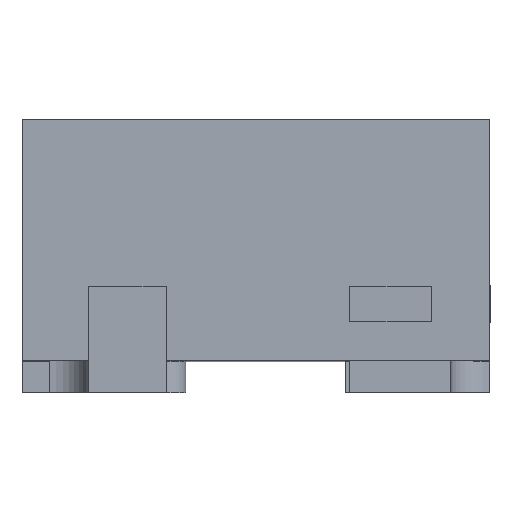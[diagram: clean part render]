
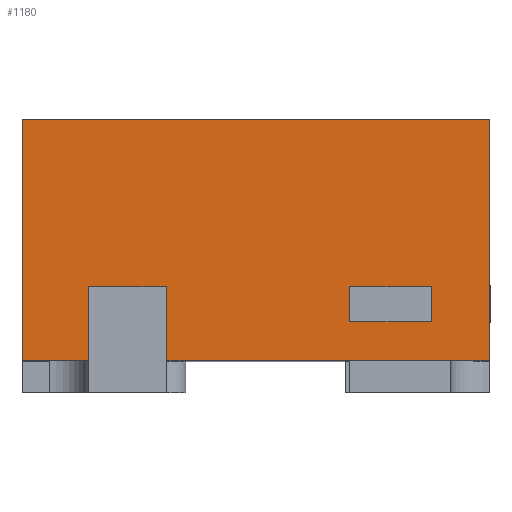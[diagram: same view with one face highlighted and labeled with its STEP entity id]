
A CAD part, top view. The second image highlights one B-rep face of the part: STEP entity #1180.
In plain terms, the highlighted planar face has unit normal (0, 0, 1).
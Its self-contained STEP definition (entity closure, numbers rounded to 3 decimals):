
#2 = CARTESIAN_POINT ( 'NONE',  ( 0.225, 0.135, 0.3 ) ) ;
#34 = LINE ( 'NONE', #1455, #1568 ) ;
#56 = CARTESIAN_POINT ( 'NONE',  ( -0.215, 0.04, 0.3 ) ) ;
#57 = DIRECTION ( 'NONE',  ( 0., 0., 1. ) ) ;
#73 = CARTESIAN_POINT ( 'NONE',  ( -0.3, -0.849, 0.3 ) ) ;
#168 = LINE ( 'NONE', #2077, #1082 ) ;
#197 = VERTEX_POINT ( 'NONE', #1773 ) ;
#218 = EDGE_CURVE ( 'NONE', #645, #197, #2267, .T. ) ;
#235 = DIRECTION ( 'NONE',  ( 1., 0., 0. ) ) ;
#309 = EDGE_CURVE ( 'NONE', #728, #778, #168, .T. ) ;
#315 = FACE_OUTER_BOUND ( 'NONE', #1712, .T. ) ;
#316 = EDGE_CURVE ( 'NONE', #1650, #1037, #1023, .T. ) ;
#334 = FACE_BOUND ( 'NONE', #350, .T. ) ;
#350 = EDGE_LOOP ( 'NONE', ( #1660, #1512, #2477, #1069 ) ) ;
#426 = LINE ( 'NONE', #723, #2465 ) ;
#480 = VECTOR ( 'NONE', #1347, 1000. ) ;
#490 = VECTOR ( 'NONE', #2534, 1000. ) ;
#506 = ORIENTED_EDGE ( 'NONE', *, *, #1350, .T. ) ;
#524 = DIRECTION ( 'NONE',  ( 0., 1., 0. ) ) ;
#531 = CARTESIAN_POINT ( 'NONE',  ( 0., 0.135, 0.3 ) ) ;
#645 = VERTEX_POINT ( 'NONE', #2037 ) ;
#718 = LINE ( 'NONE', #2215, #1783 ) ;
#723 = CARTESIAN_POINT ( 'NONE',  ( -0.3, 0.04, 0.3 ) ) ;
#728 = VERTEX_POINT ( 'NONE', #2295 ) ;
#778 = VERTEX_POINT ( 'NONE', #912 ) ;
#786 = CARTESIAN_POINT ( 'NONE',  ( 0.3, 0.04, 0.3 ) ) ;
#830 = VERTEX_POINT ( 'NONE', #1345 ) ;
#890 = CARTESIAN_POINT ( 'NONE',  ( 0.12, 0.135, 0.3 ) ) ;
#903 = VECTOR ( 'NONE', #1882, 1000. ) ;
#912 = CARTESIAN_POINT ( 'NONE',  ( -0.3, 0.35, 0.3 ) ) ;
#918 = EDGE_CURVE ( 'NONE', #1750, #1602, #1541, .T. ) ;
#936 = AXIS2_PLACEMENT_3D ( 'NONE', #73, #57, #2042 ) ;
#964 = VECTOR ( 'NONE', #1499, 1000. ) ;
#972 = LINE ( 'NONE', #1946, #2560 ) ;
#979 = DIRECTION ( 'NONE',  ( -1., 0., 0. ) ) ;
#1023 = LINE ( 'NONE', #1529, #480 ) ;
#1037 = VERTEX_POINT ( 'NONE', #2 ) ;
#1069 = ORIENTED_EDGE ( 'NONE', *, *, #1156, .F. ) ;
#1082 = VECTOR ( 'NONE', #524, 1000. ) ;
#1085 = DIRECTION ( 'NONE',  ( 0., -1., 0. ) ) ;
#1089 = CARTESIAN_POINT ( 'NONE',  ( 0.3, -0.849, 0.3 ) ) ;
#1116 = EDGE_CURVE ( 'NONE', #778, #830, #718, .T. ) ;
#1118 = DIRECTION ( 'NONE',  ( -1., 0., 0. ) ) ;
#1150 = ORIENTED_EDGE ( 'NONE', *, *, #2384, .F. ) ;
#1156 = EDGE_CURVE ( 'NONE', #197, #1650, #34, .T. ) ;
#1180 = ADVANCED_FACE ( 'NONE', ( #334, #315 ), #2050, .T. ) ;
#1241 = CARTESIAN_POINT ( 'NONE',  ( -0.115, 0.135, 0.3 ) ) ;
#1267 = ORIENTED_EDGE ( 'NONE', *, *, #1692, .T. ) ;
#1277 = EDGE_CURVE ( 'NONE', #1037, #645, #2522, .T. ) ;
#1288 = ORIENTED_EDGE ( 'NONE', *, *, #1116, .F. ) ;
#1290 = ORIENTED_EDGE ( 'NONE', *, *, #918, .F. ) ;
#1309 = EDGE_CURVE ( 'NONE', #2563, #2334, #426, .T. ) ;
#1345 = CARTESIAN_POINT ( 'NONE',  ( 0.3, 0.35, 0.3 ) ) ;
#1347 = DIRECTION ( 'NONE',  ( 0., 1., 0. ) ) ;
#1350 = EDGE_CURVE ( 'NONE', #2563, #830, #1802, .T. ) ;
#1418 = CARTESIAN_POINT ( 'NONE',  ( -0.215, 0.135, 0.3 ) ) ;
#1455 = CARTESIAN_POINT ( 'NONE',  ( 0.12, 0.09, 0.3 ) ) ;
#1468 = LINE ( 'NONE', #2341, #490 ) ;
#1499 = DIRECTION ( 'NONE',  ( -1., 0., 0. ) ) ;
#1512 = ORIENTED_EDGE ( 'NONE', *, *, #1277, .F. ) ;
#1529 = CARTESIAN_POINT ( 'NONE',  ( 0.225, 0.135, 0.3 ) ) ;
#1541 = LINE ( 'NONE', #531, #1849 ) ;
#1568 = VECTOR ( 'NONE', #2272, 1000. ) ;
#1579 = ORIENTED_EDGE ( 'NONE', *, *, #1309, .F. ) ;
#1602 = VERTEX_POINT ( 'NONE', #1418 ) ;
#1650 = VERTEX_POINT ( 'NONE', #2020 ) ;
#1660 = ORIENTED_EDGE ( 'NONE', *, *, #218, .F. ) ;
#1692 = EDGE_CURVE ( 'NONE', #1750, #2334, #1699, .T. ) ;
#1699 = LINE ( 'NONE', #2200, #2064 ) ;
#1712 = EDGE_LOOP ( 'NONE', ( #1150, #1290, #1267, #1579, #506, #1288, #2121, #2332 ) ) ;
#1734 = DIRECTION ( 'NONE',  ( -1., 0., 0. ) ) ;
#1750 = VERTEX_POINT ( 'NONE', #1241 ) ;
#1773 = CARTESIAN_POINT ( 'NONE',  ( 0.12, 0.09, 0.3 ) ) ;
#1777 = VERTEX_POINT ( 'NONE', #56 ) ;
#1783 = VECTOR ( 'NONE', #235, 1000. ) ;
#1802 = LINE ( 'NONE', #1089, #903 ) ;
#1832 = CARTESIAN_POINT ( 'NONE',  ( -0.115, 0.04, 0.3 ) ) ;
#1849 = VECTOR ( 'NONE', #1734, 1000. ) ;
#1882 = DIRECTION ( 'NONE',  ( 0., 1., 0. ) ) ;
#1946 = CARTESIAN_POINT ( 'NONE',  ( -0.3, 0.04, 0.3 ) ) ;
#2020 = CARTESIAN_POINT ( 'NONE',  ( 0.225, 0.09, 0.3 ) ) ;
#2031 = DIRECTION ( 'NONE',  ( 0., -1., 0. ) ) ;
#2034 = VECTOR ( 'NONE', #1085, 1000. ) ;
#2037 = CARTESIAN_POINT ( 'NONE',  ( 0.12, 0.135, 0.3 ) ) ;
#2042 = DIRECTION ( 'NONE',  ( 1., 0., 0. ) ) ;
#2050 = PLANE ( 'NONE',  #936 ) ;
#2064 = VECTOR ( 'NONE', #2031, 1000. ) ;
#2071 = CARTESIAN_POINT ( 'NONE',  ( 0.12, 0.135, 0.3 ) ) ;
#2077 = CARTESIAN_POINT ( 'NONE',  ( -0.3, -0.849, 0.3 ) ) ;
#2121 = ORIENTED_EDGE ( 'NONE', *, *, #309, .F. ) ;
#2200 = CARTESIAN_POINT ( 'NONE',  ( -0.115, 0.135, 0.3 ) ) ;
#2215 = CARTESIAN_POINT ( 'NONE',  ( -0.3, 0.35, 0.3 ) ) ;
#2267 = LINE ( 'NONE', #890, #2034 ) ;
#2272 = DIRECTION ( 'NONE',  ( 1., 0., 0. ) ) ;
#2295 = CARTESIAN_POINT ( 'NONE',  ( -0.3, 0.04, 0.3 ) ) ;
#2332 = ORIENTED_EDGE ( 'NONE', *, *, #2413, .F. ) ;
#2334 = VERTEX_POINT ( 'NONE', #1832 ) ;
#2341 = CARTESIAN_POINT ( 'NONE',  ( -0.215, 0.135, 0.3 ) ) ;
#2384 = EDGE_CURVE ( 'NONE', #1602, #1777, #1468, .T. ) ;
#2413 = EDGE_CURVE ( 'NONE', #1777, #728, #972, .T. ) ;
#2465 = VECTOR ( 'NONE', #1118, 1000. ) ;
#2477 = ORIENTED_EDGE ( 'NONE', *, *, #316, .F. ) ;
#2522 = LINE ( 'NONE', #2071, #964 ) ;
#2534 = DIRECTION ( 'NONE',  ( 0., -1., 0. ) ) ;
#2560 = VECTOR ( 'NONE', #979, 1000. ) ;
#2563 = VERTEX_POINT ( 'NONE', #786 ) ;
